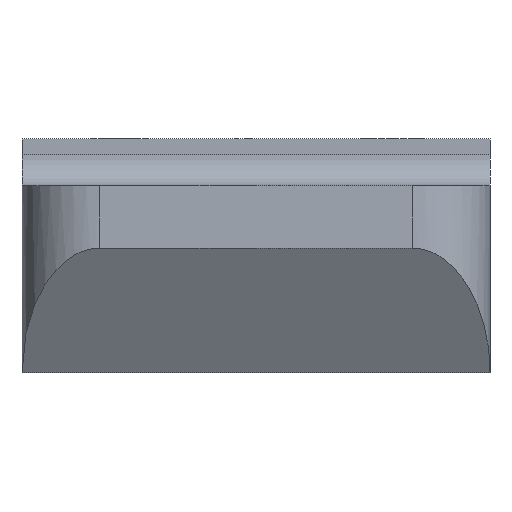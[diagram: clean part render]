
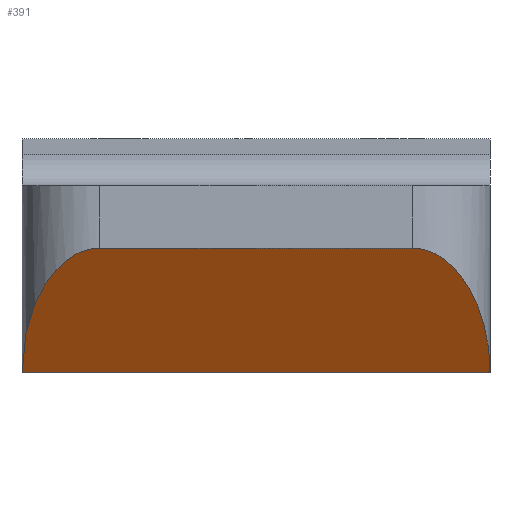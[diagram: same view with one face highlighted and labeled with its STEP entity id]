
A CAD part, left-side view. The second image highlights one B-rep face of the part: STEP entity #391.
In plain terms, the highlighted planar face has unit normal (-0.848, 0, -0.53).
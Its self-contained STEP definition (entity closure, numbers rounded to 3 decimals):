
#21=ELLIPSE('',#437,9.434,5.);
#22=ELLIPSE('',#440,9.434,5.);
#28=PLANE('',#439);
#43=FACE_OUTER_BOUND('',#65,.T.);
#65=EDGE_LOOP('',(#289,#290,#291,#292));
#97=LINE('',#633,#133);
#100=LINE('',#639,#136);
#133=VECTOR('',#507,10.);
#136=VECTOR('',#512,10.);
#187=VERTEX_POINT('',#626);
#188=VERTEX_POINT('',#628);
#189=VERTEX_POINT('',#632);
#191=VERTEX_POINT('',#638);
#225=EDGE_CURVE('',#187,#188,#21,.T.);
#227=EDGE_CURVE('',#189,#188,#97,.T.);
#230=EDGE_CURVE('',#187,#191,#100,.T.);
#231=EDGE_CURVE('',#189,#191,#22,.T.);
#289=ORIENTED_EDGE('',*,*,#225,.F.);
#290=ORIENTED_EDGE('',*,*,#230,.T.);
#291=ORIENTED_EDGE('',*,*,#231,.F.);
#292=ORIENTED_EDGE('',*,*,#227,.T.);
#391=ADVANCED_FACE('',(#43),#28,.T.);
#437=AXIS2_PLACEMENT_3D('',#629,#502,#503);
#439=AXIS2_PLACEMENT_3D('',#637,#510,#511);
#440=AXIS2_PLACEMENT_3D('',#640,#513,#514);
#502=DIRECTION('center_axis',(0.848,0.,0.53));
#503=DIRECTION('ref_axis',(-0.53,0.,0.848));
#507=DIRECTION('',(0.,1.,0.));
#510=DIRECTION('center_axis',(-0.848,0.,-0.53));
#511=DIRECTION('ref_axis',(-0.53,0.,0.848));
#512=DIRECTION('',(0.,-1.,0.));
#513=DIRECTION('center_axis',(0.848,0.,0.53));
#514=DIRECTION('ref_axis',(-0.53,0.,0.848));
#626=CARTESIAN_POINT('',(-20.,15.,0.));
#628=CARTESIAN_POINT('',(-25.,10.,8.));
#629=CARTESIAN_POINT('Origin',(-20.,10.,0.));
#632=CARTESIAN_POINT('',(-25.,-10.,8.));
#633=CARTESIAN_POINT('',(-25.,7.5,8.));
#637=CARTESIAN_POINT('Origin',(-22.5,7.5,4.));
#638=CARTESIAN_POINT('',(-20.,-15.,0.));
#639=CARTESIAN_POINT('',(-20.,7.5,0.));
#640=CARTESIAN_POINT('Origin',(-20.,-10.,0.));
